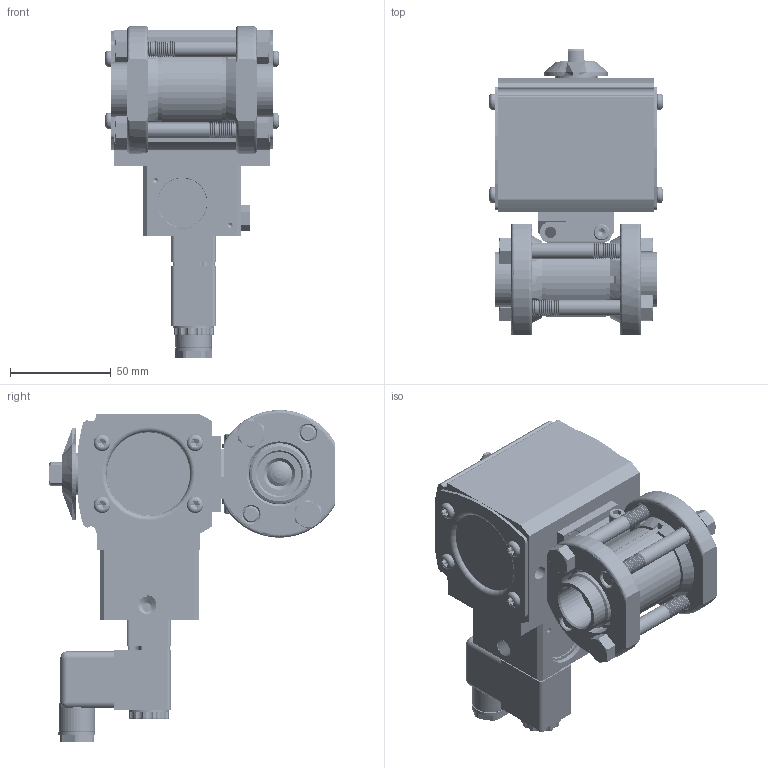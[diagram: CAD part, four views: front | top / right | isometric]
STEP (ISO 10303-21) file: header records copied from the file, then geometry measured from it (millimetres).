
FILE_DESCRIPTION (( 'STEP AP203' ), '1' );
FILE_NAME ('25XXSWSA512D4GPDS.step', '2018-09-04T19:35:36', ( '' ), ( '' ), 'SwSTEP 2.0', 'SolidWorks 2018', '' );
FILE_SCHEMA (( 'CONFIG_CONTROL_DESIGN' ));
Length unit declared in the file: inch
Products named in the file (1): 25XXSWSA512D4GPDS
Bounding box: 86.49 x 142.33 x 165.13 mm (x, y, z)
Volume: 440266.4 mm3; surface area: 168810.3 mm2
Topology: 48 solids, 48 shells, 4014 faces, 10754 edges, 6841 vertices
Faces by surface type: cylinder 1803, cone 1198, plane 658, torus 185, bspline 164, sphere 6
Entity records: 193666 total; most frequent: CARTESIAN_POINT 97062, ORIENTED_EDGE 21164, DIRECTION 19965, EDGE_CURVE 10582, AXIS2_PLACEMENT_3D 8047, VERTEX_POINT 6837, EDGE_LOOP 4327, CIRCLE 4196
